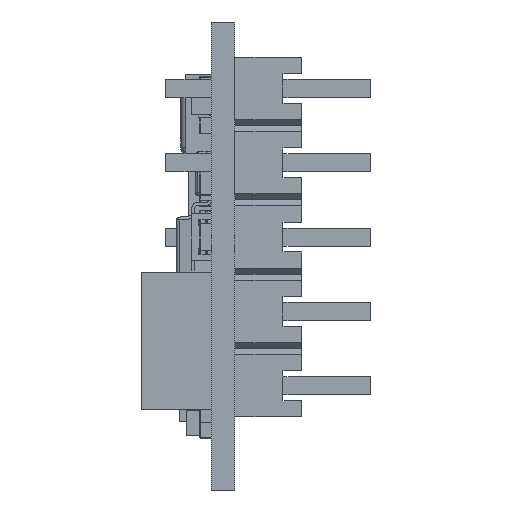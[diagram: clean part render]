
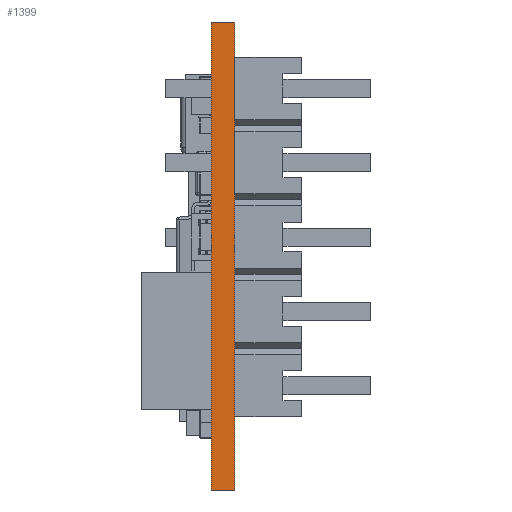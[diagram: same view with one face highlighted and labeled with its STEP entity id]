
A CAD part, left-side view. The second image highlights one B-rep face of the part: STEP entity #1399.
In plain terms, the highlighted planar face has unit normal (-1, 0, 0).
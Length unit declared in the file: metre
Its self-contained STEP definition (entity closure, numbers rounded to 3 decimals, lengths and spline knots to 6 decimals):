
#1399 = ADVANCED_FACE( '', ( #4642 ), #4643, .T. );
#4642 = FACE_OUTER_BOUND( '', #8349, .T. );
#4643 = PLANE( '', #8350 );
#8349 = EDGE_LOOP( '', ( #20254, #20255, #20256, #20257 ) );
#8350 = AXIS2_PLACEMENT_3D( '', #20258, #20259, #20260 );
#20254 = ORIENTED_EDGE( '', *, *, #23559, .F. );
#20255 = ORIENTED_EDGE( '', *, *, #27861, .F. );
#20256 = ORIENTED_EDGE( '', *, *, #27160, .T. );
#20257 = ORIENTED_EDGE( '', *, *, #24772, .T. );
#20258 = CARTESIAN_POINT( '', ( -0.016, 0.000397, 0. ) );
#20259 = DIRECTION( '', ( -1., 0., 0. ) );
#20260 = DIRECTION( '', ( 0., 0., 1. ) );
#23559 = EDGE_CURVE( '', #28072, #28074, #28075, .T. );
#24772 = EDGE_CURVE( '', #30430, #28074, #30433, .T. );
#27160 = EDGE_CURVE( '', #34263, #30430, #34264, .T. );
#27861 = EDGE_CURVE( '', #34263, #28072, #35154, .T. );
#28072 = VERTEX_POINT( '', #35387 );
#28074 = VERTEX_POINT( '', #35390 );
#28075 = LINE( '', #35391, #35392 );
#30430 = VERTEX_POINT( '', #38758 );
#30433 = LINE( '', #38763, #38764 );
#34263 = VERTEX_POINT( '', #44594 );
#34264 = LINE( '', #44595, #44596 );
#35154 = LINE( '', #46059, #46060 );
#35387 = CARTESIAN_POINT( '', ( -0.016, 0.000397, -0.016 ) );
#35390 = CARTESIAN_POINT( '', ( -0.016, 0.000397, 0. ) );
#35391 = CARTESIAN_POINT( '', ( -0.016, 0.000397, -0.016 ) );
#35392 = VECTOR( '', #46468, 1. );
#38758 = CARTESIAN_POINT( '', ( -0.016, -0.000397, 0. ) );
#38763 = CARTESIAN_POINT( '', ( -0.016, -0.000397, 0. ) );
#38764 = VECTOR( '', #48231, 1. );
#44594 = CARTESIAN_POINT( '', ( -0.016, -0.000397, -0.016 ) );
#44595 = CARTESIAN_POINT( '', ( -0.016, -0.000397, -0.016 ) );
#44596 = VECTOR( '', #51696, 1. );
#46059 = CARTESIAN_POINT( '', ( -0.016, -0.000397, -0.016 ) );
#46060 = VECTOR( '', #52695, 1. );
#46468 = DIRECTION( '', ( 0., 0., 1. ) );
#48231 = DIRECTION( '', ( 0., 1., 0. ) );
#51696 = DIRECTION( '', ( 0., 0., 1. ) );
#52695 = DIRECTION( '', ( 0., 1., 0. ) );
